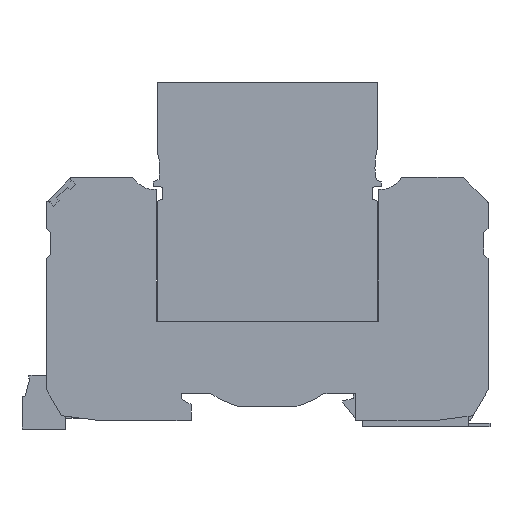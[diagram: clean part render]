
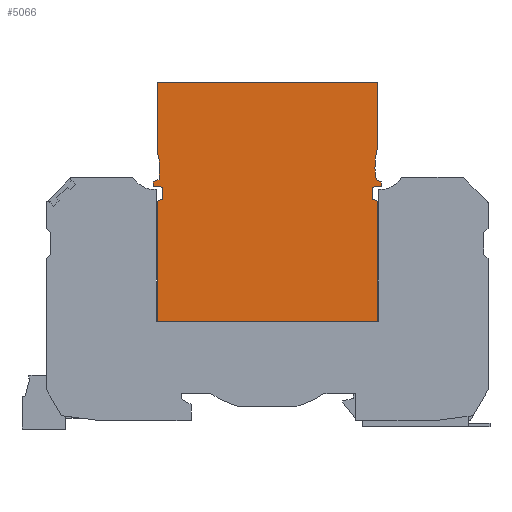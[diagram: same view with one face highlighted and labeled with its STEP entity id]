
A CAD part, left-side view. The second image highlights one B-rep face of the part: STEP entity #5066.
In plain terms, the highlighted planar face has unit normal (-1, 0, 0).
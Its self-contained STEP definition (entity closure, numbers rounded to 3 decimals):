
#4086=FACE_OUTER_BOUND('',#7332,.T.);
#4857=CIRCLE('',#19895,14.);
#4860=CIRCLE('',#19900,14.);
#5066=ADVANCED_FACE('',(#4086),#5888,.T.);
#5888=PLANE('',#19914);
#7332=EDGE_LOOP('',(#9041,#9042,#9043,#9044,#9045,#9046,#9047,#9048,#9049,
#9050,#9051,#9052,#9053,#9054,#9055,#9056,#9057,#9058));
#9041=ORIENTED_EDGE('',*,*,#14880,.F.);
#9042=ORIENTED_EDGE('',*,*,#14881,.T.);
#9043=ORIENTED_EDGE('',*,*,#14877,.F.);
#9044=ORIENTED_EDGE('',*,*,#14875,.F.);
#9045=ORIENTED_EDGE('',*,*,#14842,.F.);
#9046=ORIENTED_EDGE('',*,*,#14839,.T.);
#9047=ORIENTED_EDGE('',*,*,#14836,.F.);
#9048=ORIENTED_EDGE('',*,*,#14850,.F.);
#9049=ORIENTED_EDGE('',*,*,#14853,.F.);
#9050=ORIENTED_EDGE('',*,*,#14863,.F.);
#9051=ORIENTED_EDGE('',*,*,#14172,.F.);
#9052=ORIENTED_EDGE('',*,*,#14865,.F.);
#9053=ORIENTED_EDGE('',*,*,#14845,.T.);
#9054=ORIENTED_EDGE('',*,*,#14882,.T.);
#9055=ORIENTED_EDGE('',*,*,#14883,.F.);
#9056=ORIENTED_EDGE('',*,*,#14831,.F.);
#9057=ORIENTED_EDGE('',*,*,#14827,.T.);
#9058=ORIENTED_EDGE('',*,*,#14866,.F.);
#12658=VERTEX_POINT('',#24275);
#12659=VERTEX_POINT('',#24277);
#13229=VERTEX_POINT('',#26630);
#13230=VERTEX_POINT('',#26631);
#13233=VERTEX_POINT('',#26639);
#13237=VERTEX_POINT('',#26648);
#13238=VERTEX_POINT('',#26650);
#13240=VERTEX_POINT('',#26656);
#13242=VERTEX_POINT('',#26662);
#13244=VERTEX_POINT('',#26667);
#13245=VERTEX_POINT('',#26669);
#13248=VERTEX_POINT('',#26677);
#13250=VERTEX_POINT('',#26683);
#13255=VERTEX_POINT('',#26710);
#13261=VERTEX_POINT('',#26727);
#13262=VERTEX_POINT('',#26731);
#13263=VERTEX_POINT('',#26735);
#13264=VERTEX_POINT('',#26740);
#14172=EDGE_CURVE('',#12658,#12659,#16459,.T.);
#14827=EDGE_CURVE('',#13229,#13230,#16803,.T.);
#14831=EDGE_CURVE('',#13229,#13233,#16807,.T.);
#14836=EDGE_CURVE('',#13237,#13238,#16812,.T.);
#14839=EDGE_CURVE('',#13240,#13238,#16815,.T.);
#14842=EDGE_CURVE('',#13240,#13242,#16818,.T.);
#14845=EDGE_CURVE('',#13245,#13244,#4857,.T.);
#14850=EDGE_CURVE('',#13248,#13237,#16824,.T.);
#14853=EDGE_CURVE('',#13250,#13248,#4860,.T.);
#14863=EDGE_CURVE('',#12659,#13250,#16835,.T.);
#14865=EDGE_CURVE('',#13245,#12658,#16837,.T.);
#14866=EDGE_CURVE('',#13255,#13230,#16838,.T.);
#14875=EDGE_CURVE('',#13242,#13261,#16847,.T.);
#14877=EDGE_CURVE('',#13261,#13262,#16849,.T.);
#14880=EDGE_CURVE('',#13263,#13255,#16852,.T.);
#14881=EDGE_CURVE('',#13263,#13262,#16853,.T.);
#14882=EDGE_CURVE('',#13244,#13264,#16854,.T.);
#14883=EDGE_CURVE('',#13233,#13264,#16855,.T.);
#16459=LINE('',#24276,#18079);
#16803=LINE('',#26629,#18423);
#16807=LINE('',#26638,#18427);
#16812=LINE('',#26649,#18432);
#16815=LINE('',#26655,#18435);
#16818=LINE('',#26661,#18438);
#16824=LINE('',#26678,#18444);
#16835=LINE('',#26704,#18455);
#16837=LINE('',#26707,#18457);
#16838=LINE('',#26709,#18458);
#16847=LINE('',#26726,#18467);
#16849=LINE('',#26730,#18469);
#16852=LINE('',#26736,#18472);
#16853=LINE('',#26738,#18473);
#16854=LINE('',#26739,#18474);
#16855=LINE('',#26741,#18475);
#18079=VECTOR('',#20697,1.);
#18423=VECTOR('',#21355,1.);
#18427=VECTOR('',#21361,1.);
#18432=VECTOR('',#21368,1.);
#18435=VECTOR('',#21373,1.);
#18438=VECTOR('',#21378,1.);
#18444=VECTOR('',#21392,1.);
#18455=VECTOR('',#21421,1.);
#18457=VECTOR('',#21425,1.);
#18458=VECTOR('',#21428,1.);
#18467=VECTOR('',#21441,1.);
#18469=VECTOR('',#21445,1.);
#18472=VECTOR('',#21450,1.);
#18473=VECTOR('',#21453,1.);
#18474=VECTOR('',#21454,1.);
#18475=VECTOR('',#21455,1.);
#19895=AXIS2_PLACEMENT_3D('',#26668,#21383,#21384);
#19900=AXIS2_PLACEMENT_3D('',#26684,#21398,#21399);
#19914=AXIS2_PLACEMENT_3D('',#26742,#21456,#21457);
#20697=DIRECTION('',(0.,-1.,0.));
#21355=DIRECTION('',(0.,0.,-1.));
#21361=DIRECTION('',(0.,0.996,0.087));
#21368=DIRECTION('',(0.,0.,-1.));
#21373=DIRECTION('',(0.,-0.996,0.087));
#21378=DIRECTION('',(0.,0.,-1.));
#21383=DIRECTION('',(1.,0.,0.));
#21384=DIRECTION('',(0.,1.,0.));
#21392=DIRECTION('',(0.,-0.914,-0.407));
#21398=DIRECTION('',(-1.,0.,0.));
#21399=DIRECTION('',(0.,-1.,0.));
#21421=DIRECTION('',(0.,0.,-1.));
#21425=DIRECTION('',(0.,0.,1.));
#21428=DIRECTION('',(0.,-0.94,0.342));
#21441=DIRECTION('',(0.,-0.94,-0.342));
#21445=DIRECTION('',(0.,0.,-1.));
#21450=DIRECTION('',(0.,0.,1.));
#21453=DIRECTION('',(0.,-1.,0.));
#21454=DIRECTION('',(0.,0.914,-0.407));
#21455=DIRECTION('',(0.,0.,1.));
#21456=DIRECTION('',(-1.,0.,0.));
#21457=DIRECTION('',(0.,-1.,0.));
#24275=CARTESIAN_POINT('',(0.075,67.733,70.751));
#24276=CARTESIAN_POINT('',(0.075,177.571,70.751));
#24277=CARTESIAN_POINT('',(0.075,22.867,70.751));
#26629=CARTESIAN_POINT('',(0.075,66.617,-163.617));
#26630=CARTESIAN_POINT('',(0.075,66.617,49.389));
#26631=CARTESIAN_POINT('',(0.075,66.617,46.945));
#26638=CARTESIAN_POINT('',(0.075,177.571,59.096));
#26639=CARTESIAN_POINT('',(0.075,68.5,49.553));
#26648=CARTESIAN_POINT('',(0.075,22.1,50.436));
#26649=CARTESIAN_POINT('',(0.075,22.1,-163.617));
#26650=CARTESIAN_POINT('',(0.075,22.1,49.553));
#26655=CARTESIAN_POINT('',(0.075,177.571,35.952));
#26656=CARTESIAN_POINT('',(0.075,23.983,49.389));
#26661=CARTESIAN_POINT('',(0.075,23.983,-163.617));
#26662=CARTESIAN_POINT('',(0.075,23.983,46.945));
#26667=CARTESIAN_POINT('',(0.075,67.33,50.957));
#26668=CARTESIAN_POINT('',(0.075,81.183,52.982));
#26669=CARTESIAN_POINT('',(0.075,67.733,56.867));
#26677=CARTESIAN_POINT('',(0.075,23.149,50.903));
#26678=CARTESIAN_POINT('',(0.075,177.571,119.656));
#26683=CARTESIAN_POINT('',(0.075,22.867,57.517));
#26684=CARTESIAN_POINT('',(0.075,9.417,53.631));
#26704=CARTESIAN_POINT('',(0.075,22.867,-163.617));
#26707=CARTESIAN_POINT('',(0.075,67.733,-163.617));
#26709=CARTESIAN_POINT('',(0.075,177.571,6.561));
#26710=CARTESIAN_POINT('',(0.075,67.717,46.544));
#26726=CARTESIAN_POINT('',(0.075,177.571,102.846));
#26727=CARTESIAN_POINT('',(0.075,22.9,46.551));
#26730=CARTESIAN_POINT('',(0.075,22.9,-163.617));
#26731=CARTESIAN_POINT('',(0.075,22.9,22.1));
#26735=CARTESIAN_POINT('',(0.075,67.717,22.1));
#26736=CARTESIAN_POINT('',(0.075,67.717,-163.617));
#26738=CARTESIAN_POINT('',(0.075,177.571,22.1));
#26739=CARTESIAN_POINT('',(0.075,177.571,1.874));
#26740=CARTESIAN_POINT('',(0.075,68.5,50.436));
#26741=CARTESIAN_POINT('',(0.075,68.5,-163.617));
#26742=CARTESIAN_POINT('',(0.075,32.392,57.602));
